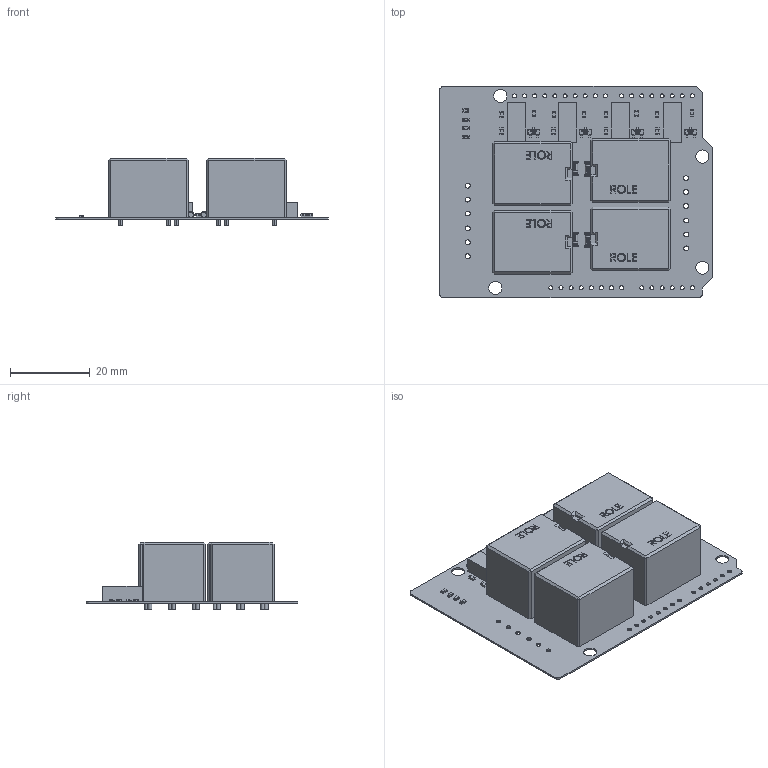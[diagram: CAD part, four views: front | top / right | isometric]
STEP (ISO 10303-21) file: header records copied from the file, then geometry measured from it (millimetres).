
FILE_DESCRIPTION(('Open CASCADE Model'),'2;1');
FILE_NAME('Open CASCADE Shape Model','2023-04-27T16:57:14',('Author'),( 'Open CASCADE'),'Open CASCADE STEP processor 7.5','Open CASCADE 7.5' ,'Unknown');
FILE_SCHEMA(('AUTOMOTIVE_DESIGN { 1 0 10303 214 1 1 1 1 }'));
Length unit declared in the file: millimetre
Products named in the file (47): PCB; Board; Open CASCADE STEP translator 7.5 3.1.1; RE4; User Library-RELAY  12MMx12MM SQUARE-1; OP4; 5910081456; Extruded; OP3; OP2; OP1; D1; User Library-MiniMelf-2; D2; D3; D4; R1; SW3DPS-RESISTOR 0603-DEFAULT; R2; R3; R4; R5; R6; R7; R8; R9; R10; R11; R12; RE1; RE2; RE3; TR1; User Library-SOT95P240X110-3M[SOT23-3_TO-236AB]; TR2; TR3; TR4; L1; User Library-LED_0603_R; User Library-LED_0603_R_Pocket002 ...
Assembly tree (72 placements, depth 4):
  PCB
    Board
      Open CASCADE STEP translator 7.5 3.1.1
    RE4
      User Library-RELAY  12MMx12MM SQUARE-1
    OP4
      5910081456
        Extruded
    OP3
      5910081456
        Extruded
    OP2
      5910081456
        Extruded
    OP1
      5910081456
        Extruded
    D1
      User Library-MiniMelf-2
    D2
      User Library-MiniMelf-2
    D3
      User Library-MiniMelf-2
    D4
      User Library-MiniMelf-2
    R1
      SW3DPS-RESISTOR 0603-DEFAULT
    R2
      SW3DPS-RESISTOR 0603-DEFAULT
    R3
      SW3DPS-RESISTOR 0603-DEFAULT
    R4
      SW3DPS-RESISTOR 0603-DEFAULT
    R5
      SW3DPS-RESISTOR 0603-DEFAULT
    R6
      SW3DPS-RESISTOR 0603-DEFAULT
    R7
      SW3DPS-RESISTOR 0603-DEFAULT
    R8
      SW3DPS-RESISTOR 0603-DEFAULT
    R9
      SW3DPS-RESISTOR 0603-DEFAULT
    R10
      SW3DPS-RESISTOR 0603-DEFAULT
    R11
      SW3DPS-RESISTOR 0603-DEFAULT
    R12
      SW3DPS-RESISTOR 0603-DEFAULT
    RE1
      User Library-RELAY  12MMx12MM SQUARE-1
    RE2
      User Library-RELAY  12MMx12MM SQUARE-1
    RE3
      User Library-RELAY  12MMx12MM SQUARE-1
    TR1
      User Library-SOT95P240X110-3M[SOT23-3_TO-236AB]
    TR2
      User Library-SOT95P240X110-3M[SOT23-3_TO-236AB]
    TR3
Bounding box: 68.56 x 53.3 x 17 mm (x, y, z)
Volume: 21355.5 mm3; surface area: 15199.6 mm2
Topology: 45 solids, 49 shells, 2411 faces, 6939 edges, 4886 vertices
Faces by surface type: plane 1185, cylinder 674, bspline 464, torus 56, sphere 32
Full cylindrical faces by diameter (mm): 1.016 x52, 3.3 x4
Entity records: 33653 total; most frequent: CARTESIAN_POINT 12993, ORIENTED_EDGE 3852, DIRECTION 3127, EDGE_CURVE 1927, VERTEX_POINT 1355, LINE 1079, VECTOR 1079, AXIS2_PLACEMENT_3D 1024
